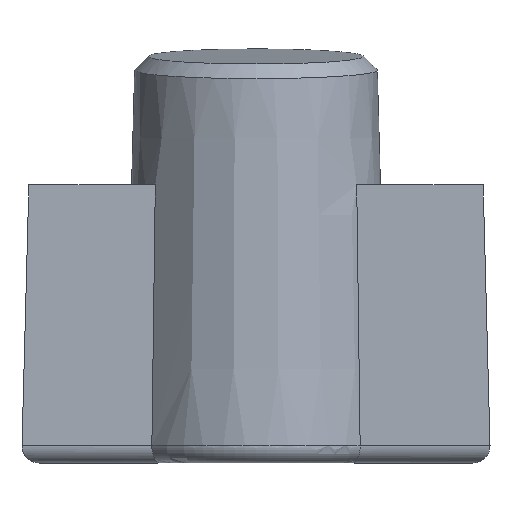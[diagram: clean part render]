
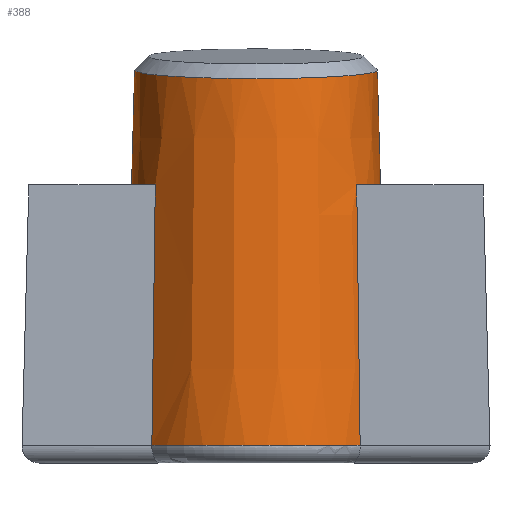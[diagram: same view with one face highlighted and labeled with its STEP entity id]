
A CAD part, front view. The second image highlights one B-rep face of the part: STEP entity #388.
In plain terms, the highlighted conical face has half-angle 1.5 degrees and reference radius 1.75 mm.
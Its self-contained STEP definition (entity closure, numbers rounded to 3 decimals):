
#41=(
BOUNDED_CURVE()
B_SPLINE_CURVE(2,(#657,#658,#659),.UNSPECIFIED.,.F.,.F.)
B_SPLINE_CURVE_WITH_KNOTS((3,3),(9766.756,9774.729),
 .UNSPECIFIED.)
CURVE()
GEOMETRIC_REPRESENTATION_ITEM()
RATIONAL_B_SPLINE_CURVE((1.,1.,1.))
REPRESENTATION_ITEM('')
);
#42=(
BOUNDED_CURVE()
B_SPLINE_CURVE(2,(#663,#664,#665),.UNSPECIFIED.,.F.,.F.)
B_SPLINE_CURVE_WITH_KNOTS((3,3),(10244.111,10252.085),
 .UNSPECIFIED.)
CURVE()
GEOMETRIC_REPRESENTATION_ITEM()
RATIONAL_B_SPLINE_CURVE((1.,1.,1.))
REPRESENTATION_ITEM('')
);
#43=(
BOUNDED_CURVE()
B_SPLINE_CURVE(2,(#669,#670,#671),.UNSPECIFIED.,.F.,.F.)
B_SPLINE_CURVE_WITH_KNOTS((3,3),(9766.756,9774.729),
 .UNSPECIFIED.)
CURVE()
GEOMETRIC_REPRESENTATION_ITEM()
RATIONAL_B_SPLINE_CURVE((1.,1.,1.))
REPRESENTATION_ITEM('')
);
#44=(
BOUNDED_CURVE()
B_SPLINE_CURVE(2,(#675,#676,#677),.UNSPECIFIED.,.F.,.F.)
B_SPLINE_CURVE_WITH_KNOTS((3,3),(10244.111,10252.085),
 .UNSPECIFIED.)
CURVE()
GEOMETRIC_REPRESENTATION_ITEM()
RATIONAL_B_SPLINE_CURVE((1.,1.,1.))
REPRESENTATION_ITEM('')
);
#45=CIRCLE('',#427,1.815);
#46=CIRCLE('',#428,1.915);
#47=CIRCLE('',#429,1.815);
#48=CIRCLE('',#430,1.915);
#49=CIRCLE('',#431,1.815);
#60=CONICAL_SURFACE('',#426,1.75,0.026);
#63=FACE_OUTER_BOUND('',#88,.T.);
#88=EDGE_LOOP('',(#273,#274,#275,#276,#277,#278,#279,#280,#281,#282,#283,
#284,#285));
#112=B_SPLINE_CURVE_WITH_KNOTS('',3,(#627,#628,#629,#630,#631,#632,#633,
#634,#635),.UNSPECIFIED.,.F.,.F.,(4,1,1,1,1,1,4),(-3.142,-2.244,
-1.346,-0.449,0.449,1.346,1.577),
 .UNSPECIFIED.);
#113=B_SPLINE_CURVE_WITH_KNOTS('',3,(#636,#637,#638,#639,#640),
 .UNSPECIFIED.,.F.,.F.,(4,1,4),(1.577,2.244,3.142),
 .UNSPECIFIED.);
#124=LINE('',#653,#149);
#149=VECTOR('',#474,1.75);
#174=VERTEX_POINT('',#624);
#175=VERTEX_POINT('',#626);
#176=VERTEX_POINT('',#652);
#177=VERTEX_POINT('',#654);
#178=VERTEX_POINT('',#656);
#179=VERTEX_POINT('',#660);
#180=VERTEX_POINT('',#662);
#181=VERTEX_POINT('',#666);
#182=VERTEX_POINT('',#668);
#183=VERTEX_POINT('',#672);
#184=VERTEX_POINT('',#674);
#210=EDGE_CURVE('',#174,#175,#112,.T.);
#211=EDGE_CURVE('',#175,#174,#113,.T.);
#213=EDGE_CURVE('',#175,#176,#124,.T.);
#214=EDGE_CURVE('',#176,#177,#45,.T.);
#215=EDGE_CURVE('',#177,#178,#41,.F.);
#216=EDGE_CURVE('',#179,#178,#46,.T.);
#217=EDGE_CURVE('',#179,#180,#42,.F.);
#218=EDGE_CURVE('',#180,#181,#47,.T.);
#219=EDGE_CURVE('',#181,#182,#43,.F.);
#220=EDGE_CURVE('',#183,#182,#48,.T.);
#221=EDGE_CURVE('',#183,#184,#44,.F.);
#222=EDGE_CURVE('',#184,#176,#49,.T.);
#273=ORIENTED_EDGE('',*,*,#210,.F.);
#274=ORIENTED_EDGE('',*,*,#211,.F.);
#275=ORIENTED_EDGE('',*,*,#213,.T.);
#276=ORIENTED_EDGE('',*,*,#214,.T.);
#277=ORIENTED_EDGE('',*,*,#215,.T.);
#278=ORIENTED_EDGE('',*,*,#216,.F.);
#279=ORIENTED_EDGE('',*,*,#217,.T.);
#280=ORIENTED_EDGE('',*,*,#218,.T.);
#281=ORIENTED_EDGE('',*,*,#219,.T.);
#282=ORIENTED_EDGE('',*,*,#220,.F.);
#283=ORIENTED_EDGE('',*,*,#221,.T.);
#284=ORIENTED_EDGE('',*,*,#222,.T.);
#285=ORIENTED_EDGE('',*,*,#213,.F.);
#388=ADVANCED_FACE('',(#63),#60,.T.);
#426=AXIS2_PLACEMENT_3D('',#651,#472,#473);
#427=AXIS2_PLACEMENT_3D('',#655,#475,#476);
#428=AXIS2_PLACEMENT_3D('',#661,#477,#478);
#429=AXIS2_PLACEMENT_3D('',#667,#479,#480);
#430=AXIS2_PLACEMENT_3D('',#673,#481,#482);
#431=AXIS2_PLACEMENT_3D('',#678,#483,#484);
#472=DIRECTION('center_axis',(0.,0.,-1.));
#473=DIRECTION('ref_axis',(1.,0.,0.));
#474=DIRECTION('',(-0.026,0.,-1.));
#475=DIRECTION('center_axis',(0.,0.,1.));
#476=DIRECTION('ref_axis',(1.,0.,0.));
#477=DIRECTION('center_axis',(0.,0.,-1.));
#478=DIRECTION('ref_axis',(0.,-1.,0.));
#479=DIRECTION('center_axis',(0.,0.,1.));
#480=DIRECTION('ref_axis',(1.,0.,0.));
#481=DIRECTION('center_axis',(0.,0.,-1.));
#482=DIRECTION('ref_axis',(0.,1.,0.));
#483=DIRECTION('center_axis',(0.,0.,1.));
#484=DIRECTION('ref_axis',(1.,0.,0.));
#624=CARTESIAN_POINT('',(0.,-19.404,6.427));
#626=CARTESIAN_POINT('',(-1.772,-17.628,6.551));
#627=CARTESIAN_POINT('Ctrl Pts',(0.,-19.404,
6.427));
#628=CARTESIAN_POINT('Ctrl Pts',(0.534,-19.404,6.427));
#629=CARTESIAN_POINT('Ctrl Pts',(1.598,-18.887,6.463));
#630=CARTESIAN_POINT('Ctrl Pts',(1.971,-17.164,6.583));
#631=CARTESIAN_POINT('Ctrl Pts',(0.871,-15.804,6.678));
#632=CARTESIAN_POINT('Ctrl Pts',(-0.869,-15.807,6.678));
#633=CARTESIAN_POINT('Ctrl Pts',(-1.701,-16.827,6.606));
#634=CARTESIAN_POINT('Ctrl Pts',(-1.773,-17.492,6.56));
#635=CARTESIAN_POINT('Ctrl Pts',(-1.772,-17.628,6.551));
#636=CARTESIAN_POINT('Ctrl Pts',(-1.772,-17.628,6.551));
#637=CARTESIAN_POINT('Ctrl Pts',(-1.77,-18.022,6.523));
#638=CARTESIAN_POINT('Ctrl Pts',(-1.459,-18.954,6.458));
#639=CARTESIAN_POINT('Ctrl Pts',(-0.534,-19.404,6.427));
#640=CARTESIAN_POINT('Ctrl Pts',(0.,-19.404,
6.427));
#651=CARTESIAN_POINT('Origin',(0.,-17.629,7.375));
#652=CARTESIAN_POINT('',(-1.815,-17.629,4.875));
#653=CARTESIAN_POINT('',(-1.75,-17.629,7.375));
#654=CARTESIAN_POINT('',(-1.47,-18.695,4.875));
#655=CARTESIAN_POINT('Origin',(0.,-17.629,4.875));
#656=CARTESIAN_POINT('',(-1.52,-18.794,1.074));
#657=CARTESIAN_POINT('Ctrl Pts',(-1.52,-18.794,1.074));
#658=CARTESIAN_POINT('Ctrl Pts',(-1.495,-18.744,3.006));
#659=CARTESIAN_POINT('Ctrl Pts',(-1.47,-18.695,4.875));
#660=CARTESIAN_POINT('',(1.52,-18.794,1.074));
#661=CARTESIAN_POINT('Origin',(0.,-17.629,1.074));
#662=CARTESIAN_POINT('',(1.47,-18.695,4.875));
#663=CARTESIAN_POINT('Ctrl Pts',(1.47,-18.695,4.875));
#664=CARTESIAN_POINT('Ctrl Pts',(1.495,-18.744,3.006));
#665=CARTESIAN_POINT('Ctrl Pts',(1.52,-18.794,1.074));
#666=CARTESIAN_POINT('',(1.47,-16.564,4.875));
#667=CARTESIAN_POINT('Origin',(0.,-17.629,4.875));
#668=CARTESIAN_POINT('',(1.52,-16.464,1.074));
#669=CARTESIAN_POINT('Ctrl Pts',(1.52,-16.464,1.074));
#670=CARTESIAN_POINT('Ctrl Pts',(1.495,-16.515,3.006));
#671=CARTESIAN_POINT('Ctrl Pts',(1.47,-16.564,4.875));
#672=CARTESIAN_POINT('',(-1.52,-16.464,1.074));
#673=CARTESIAN_POINT('Origin',(0.,-17.629,1.074));
#674=CARTESIAN_POINT('',(-1.47,-16.564,4.875));
#675=CARTESIAN_POINT('Ctrl Pts',(-1.47,-16.564,4.875));
#676=CARTESIAN_POINT('Ctrl Pts',(-1.495,-16.515,3.006));
#677=CARTESIAN_POINT('Ctrl Pts',(-1.52,-16.464,1.074));
#678=CARTESIAN_POINT('Origin',(0.,-17.629,4.875));
